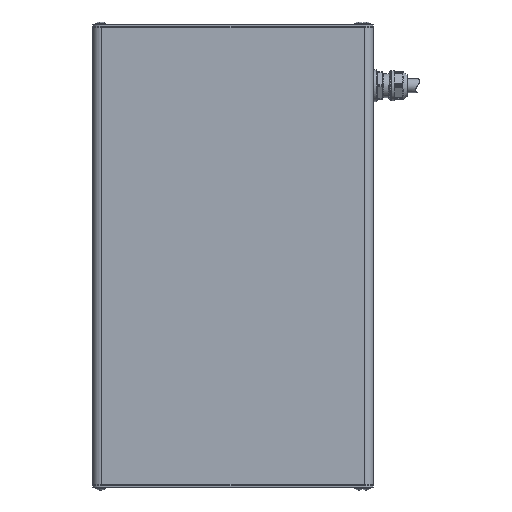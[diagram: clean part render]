
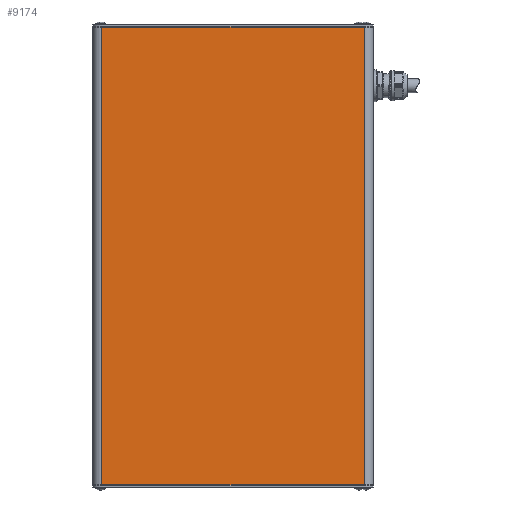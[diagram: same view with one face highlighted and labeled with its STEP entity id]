
A CAD part, front view. The second image highlights one B-rep face of the part: STEP entity #9174.
In plain terms, the highlighted planar face has unit normal (0, -1, 0).
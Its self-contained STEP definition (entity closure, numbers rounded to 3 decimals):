
#211 = DIRECTION ( 'NONE',  ( -1., 0., 0. ) ) ;
#569 = AXIS2_PLACEMENT_3D ( 'NONE', #13681, #980, #10978 ) ;
#980 = DIRECTION ( 'NONE',  ( 0., 1., 0. ) ) ;
#1391 = EDGE_CURVE ( 'NONE', #24537, #20110, #17560, .T. ) ;
#1546 = EDGE_CURVE ( 'NONE', #40081, #14238, #34729, .T. ) ;
#2227 = EDGE_CURVE ( 'NONE', #40081, #20110, #12834, .T. ) ;
#4689 = VECTOR ( 'NONE', #15747, 1000. ) ;
#5885 = VECTOR ( 'NONE', #211, 1000. ) ;
#6084 = EDGE_CURVE ( 'NONE', #14238, #24537, #19334, .T. ) ;
#9174 = ADVANCED_FACE ( 'NONE', ( #39516 ), #35579, .F. ) ;
#10138 = CARTESIAN_POINT ( 'NONE',  ( 112., 0., 195.5 ) ) ;
#10978 = DIRECTION ( 'NONE',  ( -1., 0., 0. ) ) ;
#12388 = VECTOR ( 'NONE', #13912, 1000. ) ;
#12834 = LINE ( 'NONE', #38072, #24413 ) ;
#13681 = CARTESIAN_POINT ( 'NONE',  ( 98.2, 0., 500. ) ) ;
#13912 = DIRECTION ( 'NONE',  ( 0., 0., -1. ) ) ;
#14238 = VERTEX_POINT ( 'NONE', #10138 ) ;
#15747 = DIRECTION ( 'NONE',  ( 1., 0., 0. ) ) ;
#16169 = ORIENTED_EDGE ( 'NONE', *, *, #1546, .F. ) ;
#16170 = DIRECTION ( 'NONE',  ( 0., 0., -1. ) ) ;
#16399 = ORIENTED_EDGE ( 'NONE', *, *, #6084, .F. ) ;
#16564 = CARTESIAN_POINT ( 'NONE',  ( -112., 0., -195.5 ) ) ;
#17560 = LINE ( 'NONE', #28783, #5885 ) ;
#18802 = EDGE_LOOP ( 'NONE', ( #26804, #32782, #16399, #16169 ) ) ;
#19123 = CARTESIAN_POINT ( 'NONE',  ( 112., 0., -195.5 ) ) ;
#19334 = LINE ( 'NONE', #29132, #12388 ) ;
#20110 = VERTEX_POINT ( 'NONE', #16564 ) ;
#21818 = CARTESIAN_POINT ( 'NONE',  ( 120., 0., 195.5 ) ) ;
#24413 = VECTOR ( 'NONE', #16170, 1000. ) ;
#24537 = VERTEX_POINT ( 'NONE', #19123 ) ;
#26804 = ORIENTED_EDGE ( 'NONE', *, *, #2227, .T. ) ;
#28783 = CARTESIAN_POINT ( 'NONE',  ( 120., 0., -195.5 ) ) ;
#29132 = CARTESIAN_POINT ( 'NONE',  ( 112., 0., 500. ) ) ;
#32782 = ORIENTED_EDGE ( 'NONE', *, *, #1391, .F. ) ;
#34729 = LINE ( 'NONE', #21818, #4689 ) ;
#35579 = PLANE ( 'NONE',  #569 ) ;
#35718 = CARTESIAN_POINT ( 'NONE',  ( -112., 0., 195.5 ) ) ;
#38072 = CARTESIAN_POINT ( 'NONE',  ( -112., 0., 500. ) ) ;
#39516 = FACE_OUTER_BOUND ( 'NONE', #18802, .T. ) ;
#40081 = VERTEX_POINT ( 'NONE', #35718 ) ;
